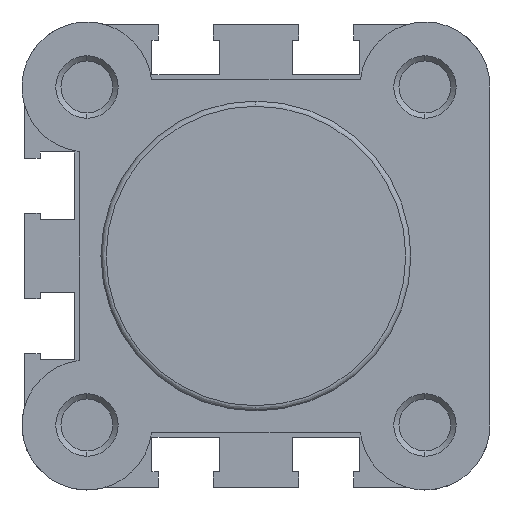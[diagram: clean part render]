
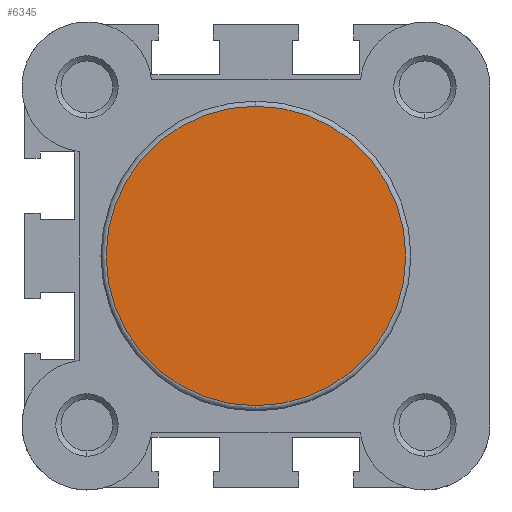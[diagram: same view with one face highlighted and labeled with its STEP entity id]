
A CAD part, left-side view. The second image highlights one B-rep face of the part: STEP entity #6345.
In plain terms, the highlighted planar face has unit normal (-1, 0, 0).
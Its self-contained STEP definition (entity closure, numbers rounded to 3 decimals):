
#11 = ORIENTED_EDGE ( 'NONE', *, *, #2608, .T. ) ;
#12 = ORIENTED_EDGE ( 'NONE', *, *, #2667, .T. ) ;
#89 = CARTESIAN_POINT ( 'NONE',  ( 0., 0., 14.4 ) ) ;
#158 = CARTESIAN_POINT ( 'NONE',  ( 0., 0., -14.4 ) ) ;
#785 = DIRECTION ( 'NONE',  ( 0., 0., 1. ) ) ;
#786 = DIRECTION ( 'NONE',  ( -1., 0., 0. ) ) ;
#795 = CARTESIAN_POINT ( 'NONE',  ( 0., 0., 0. ) ) ;
#994 = DIRECTION ( 'NONE',  ( 0., 0., 1. ) ) ;
#995 = DIRECTION ( 'NONE',  ( -1., 0., 0. ) ) ;
#1001 = CARTESIAN_POINT ( 'NONE',  ( 0., 0., 0. ) ) ;
#1632 = EDGE_LOOP ( 'NONE', ( #11, #12 ) ) ;
#1800 = AXIS2_PLACEMENT_3D ( 'NONE', #4099, #4102, #4103 ) ;
#1998 = AXIS2_PLACEMENT_3D ( 'NONE', #795, #786, #785 ) ;
#2032 = AXIS2_PLACEMENT_3D ( 'NONE', #1001, #995, #994 ) ;
#2608 = EDGE_CURVE ( 'NONE', #4846, #4788, #5828, .T. ) ;
#2667 = EDGE_CURVE ( 'NONE', #4788, #4846, #5911, .T. ) ;
#3691 = FACE_OUTER_BOUND ( 'NONE', #1632, .T. ) ;
#4099 = CARTESIAN_POINT ( 'NONE',  ( 0., -14.9, 0. ) ) ;
#4100 = PLANE ( 'NONE',  #1800 ) ;
#4102 = DIRECTION ( 'NONE',  ( -1., 0., 0. ) ) ;
#4103 = DIRECTION ( 'NONE',  ( 0., 0., 1. ) ) ;
#4788 = VERTEX_POINT ( 'NONE', #158 ) ;
#4846 = VERTEX_POINT ( 'NONE', #89 ) ;
#5828 = CIRCLE ( 'NONE', #2032, 14.4 ) ;
#5911 = CIRCLE ( 'NONE', #1998, 14.4 ) ;
#6345 = ADVANCED_FACE ( 'NONE', ( #3691 ), #4100, .T. ) ;
